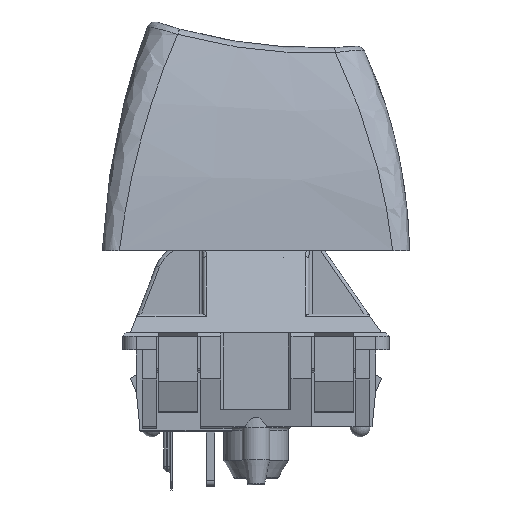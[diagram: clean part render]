
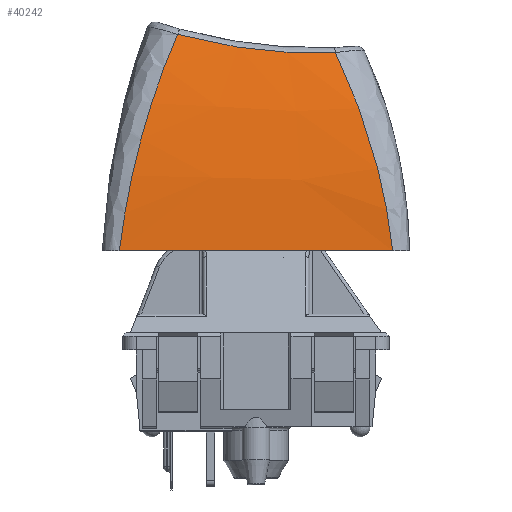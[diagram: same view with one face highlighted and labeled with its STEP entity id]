
A CAD part, left-side view. The second image highlights one B-rep face of the part: STEP entity #40242.
In plain terms, the highlighted free-form (B-spline) face has degree [3, 3] with [4, 4] control points.
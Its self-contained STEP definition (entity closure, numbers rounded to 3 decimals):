
#40146=CARTESIAN_POINT('',(-8.995,7.995,10.9));
#40147=CARTESIAN_POINT('',(-8.995,2.663,10.9));
#40148=CARTESIAN_POINT('',(-8.995,-2.669,10.9));
#40149=CARTESIAN_POINT('',(-8.995,-8.001,10.9));
#40150=CARTESIAN_POINT('',(-8.789,7.78,15.35));
#40151=CARTESIAN_POINT('',(-8.829,2.547,15.223));
#40152=CARTESIAN_POINT('',(-8.869,-2.685,15.095));
#40153=CARTESIAN_POINT('',(-8.909,-7.918,14.968));
#40154=CARTESIAN_POINT('',(-7.929,7.002,19.736));
#40155=CARTESIAN_POINT('',(-7.965,2.292,19.488));
#40156=CARTESIAN_POINT('',(-8.001,-2.418,19.241));
#40157=CARTESIAN_POINT('',(-8.037,-7.128,18.994));
#40158=CARTESIAN_POINT('',(-6.485,5.722,23.698));
#40159=CARTESIAN_POINT('',(-6.49,1.9,23.276));
#40160=CARTESIAN_POINT('',(-6.496,-1.923,22.853));
#40161=CARTESIAN_POINT('',(-6.501,-5.746,22.431));
#40162=B_SPLINE_SURFACE_WITH_KNOTS('',3,3,((#40146,#40147,#40148,#40149),(#40150,#40151,#40152,#40153),(#40154,#40155,#40156,#40157),(#40158,#40159,#40160,#40161)),.UNSPECIFIED.,.F.,.F.,.U.,(4,4),(4,4),(0.,0.949),(0.056,0.944),.UNSPECIFIED.);
#40163=CARTESIAN_POINT('',(-8.995,7.995,10.9));
#40164=VERTEX_POINT('',#40163);
#40165=CARTESIAN_POINT('',(-6.487,4.584,23.572));
#40166=VERTEX_POINT('',#40165);
#40167=CARTESIAN_POINT('',(-8.995,7.995,10.9));
#40168=CARTESIAN_POINT('',(-8.943,7.857,12.026));
#40169=CARTESIAN_POINT('',(-8.85,7.68,13.146));
#40170=CARTESIAN_POINT('',(-8.716,7.465,14.253));
#40171=CARTESIAN_POINT('',(-8.582,7.249,15.36));
#40172=CARTESIAN_POINT('',(-8.408,6.995,16.454));
#40173=CARTESIAN_POINT('',(-8.195,6.706,17.526));
#40174=CARTESIAN_POINT('',(-7.982,6.416,18.598));
#40175=CARTESIAN_POINT('',(-7.73,6.09,19.647));
#40176=CARTESIAN_POINT('',(-7.443,5.734,20.662));
#40177=CARTESIAN_POINT('',(-7.3,5.555,21.17));
#40178=CARTESIAN_POINT('',(-7.146,5.368,21.672));
#40179=CARTESIAN_POINT('',(-6.986,5.175,22.159));
#40180=CARTESIAN_POINT('',(-6.825,4.982,22.647));
#40181=CARTESIAN_POINT('',(-6.659,4.785,23.118));
#40182=CARTESIAN_POINT('',(-6.487,4.584,23.572));
#40183=B_SPLINE_CURVE_WITH_KNOTS('',3,(#40167,#40168,#40169,#40170,#40171,#40172,#40173,#40174,#40175,#40176,#40177,#40178,#40179,#40180,#40181,#40182),.UNSPECIFIED.,.F.,.F.,(4,3,3,3,3,4),(0.,0.25,0.5,0.75,0.875,1.),.UNSPECIFIED.);
#40184=EDGE_CURVE('',#40164,#40166,#40183,.T.);
#40185=ORIENTED_EDGE('',*,*,#40184,.F.);
#40186=CARTESIAN_POINT('',(-8.995,-8.001,10.9));
#40187=VERTEX_POINT('',#40186);
#40188=CARTESIAN_POINT('',(-8.995,-8.001,10.9));
#40189=DIRECTION('',(-0.,1.,-0.));
#40190=VECTOR('',#40189,15.996);
#40191=LINE('',#40188,#40190);
#40192=EDGE_CURVE('',#40187,#40164,#40191,.T.);
#40193=ORIENTED_EDGE('',*,*,#40192,.F.);
#40194=CARTESIAN_POINT('',(-6.52,-4.643,22.508));
#40195=VERTEX_POINT('',#40194);
#40196=CARTESIAN_POINT('',(-6.52,-4.643,22.508));
#40197=CARTESIAN_POINT('',(-6.689,-4.834,22.112));
#40198=CARTESIAN_POINT('',(-6.859,-5.03,21.69));
#40199=CARTESIAN_POINT('',(-7.029,-5.229,21.237));
#40200=CARTESIAN_POINT('',(-7.198,-5.427,20.783));
#40201=CARTESIAN_POINT('',(-7.363,-5.624,20.308));
#40202=CARTESIAN_POINT('',(-7.516,-5.81,19.83));
#40203=CARTESIAN_POINT('',(-7.82,-6.183,18.873));
#40204=CARTESIAN_POINT('',(-8.079,-6.515,17.9));
#40205=CARTESIAN_POINT('',(-8.291,-6.804,16.914));
#40206=CARTESIAN_POINT('',(-8.714,-7.382,14.942));
#40207=CARTESIAN_POINT('',(-8.952,-7.785,12.917));
#40208=CARTESIAN_POINT('',(-8.995,-8.001,10.9));
#40209=B_SPLINE_CURVE_WITH_KNOTS('',3,(#40196,#40197,#40198,#40199,#40200,#40201,#40202,#40203,#40204,#40205,#40206,#40207,#40208),.UNSPECIFIED.,.F.,.F.,(4,3,3,3,4),(0.,0.125,0.25,0.5,1.),.UNSPECIFIED.);
#40210=EDGE_CURVE('',#40195,#40187,#40209,.T.);
#40211=ORIENTED_EDGE('',*,*,#40210,.F.);
#40212=CARTESIAN_POINT('',(-6.52,-4.643,22.508));
#40213=CARTESIAN_POINT('',(-6.543,-4.294,22.493));
#40214=CARTESIAN_POINT('',(-6.563,-3.941,22.485));
#40215=CARTESIAN_POINT('',(-6.58,-3.585,22.482));
#40216=CARTESIAN_POINT('',(-6.596,-3.229,22.48));
#40217=CARTESIAN_POINT('',(-6.61,-2.871,22.485));
#40218=CARTESIAN_POINT('',(-6.62,-2.517,22.495));
#40219=CARTESIAN_POINT('',(-6.63,-2.163,22.506));
#40220=CARTESIAN_POINT('',(-6.637,-1.817,22.523));
#40221=CARTESIAN_POINT('',(-6.642,-1.474,22.545));
#40222=CARTESIAN_POINT('',(-6.646,-1.132,22.567));
#40223=CARTESIAN_POINT('',(-6.648,-0.793,22.595));
#40224=CARTESIAN_POINT('',(-6.648,-0.441,22.631));
#40225=CARTESIAN_POINT('',(-6.648,-0.089,22.666));
#40226=CARTESIAN_POINT('',(-6.645,0.277,22.709));
#40227=CARTESIAN_POINT('',(-6.639,0.66,22.762));
#40228=CARTESIAN_POINT('',(-6.633,1.043,22.815));
#40229=CARTESIAN_POINT('',(-6.624,1.441,22.877));
#40230=CARTESIAN_POINT('',(-6.612,1.855,22.951));
#40231=CARTESIAN_POINT('',(-6.6,2.269,23.025));
#40232=CARTESIAN_POINT('',(-6.584,2.701,23.112));
#40233=CARTESIAN_POINT('',(-6.563,3.155,23.214));
#40234=CARTESIAN_POINT('',(-6.542,3.61,23.316));
#40235=CARTESIAN_POINT('',(-6.517,4.088,23.435));
#40236=CARTESIAN_POINT('',(-6.487,4.584,23.572));
#40237=B_SPLINE_CURVE_WITH_KNOTS('',3,(#40212,#40213,#40214,#40215,#40216,#40217,#40218,#40219,#40220,#40221,#40222,#40223,#40224,#40225,#40226,#40227,#40228,#40229,#40230,#40231,#40232,#40233,#40234,#40235,#40236),.UNSPECIFIED.,.F.,.F.,(4,3,3,3,3,3,3,3,4),(0.,0.125,0.25,0.375,0.5,0.625,0.75,0.875,1.),.UNSPECIFIED.);
#40238=EDGE_CURVE('',#40195,#40166,#40237,.T.);
#40239=ORIENTED_EDGE('',*,*,#40238,.T.);
#40240=EDGE_LOOP('',(#40185,#40193,#40211,#40239));
#40241=FACE_BOUND('',#40240,.T.);
#40242=ADVANCED_FACE('',(#40241),#40162,.F.);
